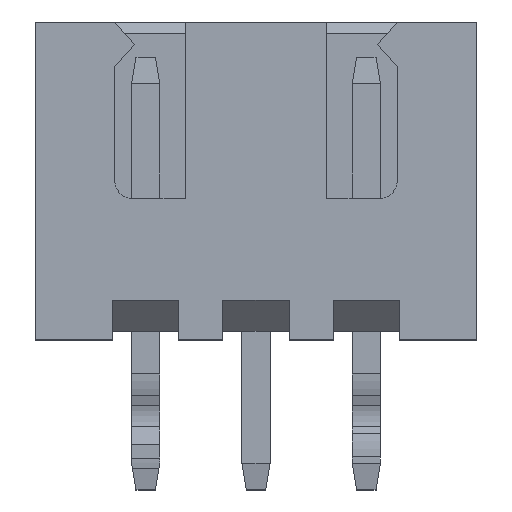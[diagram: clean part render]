
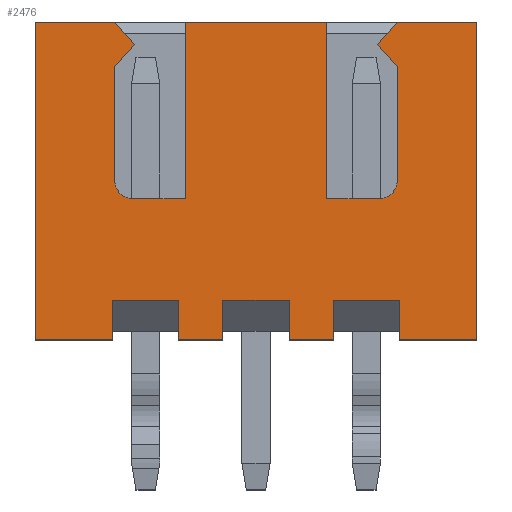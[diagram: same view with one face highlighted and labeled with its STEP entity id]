
A CAD part, top view. The second image highlights one B-rep face of the part: STEP entity #2476.
In plain terms, the highlighted planar face has unit normal (0, 0, 1).
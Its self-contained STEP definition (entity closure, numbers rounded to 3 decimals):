
#5=DIRECTION('',(1.,0.,0.));
#6=VECTOR('',#5,1.75);
#7=CARTESIAN_POINT('',(3.25,0.,2.85));
#8=LINE('',#7,#6);
#21=DIRECTION('',(1.,0.,0.));
#22=VECTOR('',#21,1.);
#23=CARTESIAN_POINT('',(0.75,0.,2.85));
#24=LINE('',#23,#22);
#45=DIRECTION('',(1.,0.,0.));
#46=VECTOR('',#45,1.75);
#47=CARTESIAN_POINT('',(-5.,0.,2.85));
#48=LINE('',#47,#46);
#53=DIRECTION('',(1.,0.,0.));
#54=VECTOR('',#53,1.);
#55=CARTESIAN_POINT('',(-1.75,0.,2.85));
#56=LINE('',#55,#54);
#69=DIRECTION('',(0.,-1.,0.));
#70=VECTOR('',#69,0.9);
#71=CARTESIAN_POINT('',(3.25,0.9,2.85));
#72=LINE('',#71,#70);
#377=CARTESIAN_POINT('',(-2.8,3.6,2.85));
#378=DIRECTION('',(0.,0.,-1.));
#379=DIRECTION('',(0.,-1.,0.));
#380=AXIS2_PLACEMENT_3D('',#377,#378,#379);
#387=DIRECTION('',(0.,-1.,0.));
#388=VECTOR('',#387,2.6);
#389=CARTESIAN_POINT('',(-3.2,6.2,2.85));
#390=LINE('',#389,#388);
#391=DIRECTION('',(1.,0.,0.));
#392=VECTOR('',#391,1.2);
#393=CARTESIAN_POINT('',(-2.8,3.2,2.85));
#394=LINE('',#393,#392);
#395=DIRECTION('',(0.,-1.,0.));
#396=VECTOR('',#395,4.);
#397=CARTESIAN_POINT('',(-1.6,7.2,2.85));
#398=LINE('',#397,#396);
#399=DIRECTION('',(0.,-1.,0.));
#400=VECTOR('',#399,4.);
#401=CARTESIAN_POINT('',(1.6,7.2,2.85));
#402=LINE('',#401,#400);
#403=DIRECTION('',(1.,0.,0.));
#404=VECTOR('',#403,1.2);
#405=CARTESIAN_POINT('',(1.6,3.2,2.85));
#406=LINE('',#405,#404);
#407=DIRECTION('',(0.,-1.,0.));
#408=VECTOR('',#407,2.6);
#409=CARTESIAN_POINT('',(3.2,6.2,2.85));
#410=LINE('',#409,#408);
#411=DIRECTION('',(-0.669,0.743,0.));
#412=VECTOR('',#411,0.673);
#413=CARTESIAN_POINT('',(3.2,6.2,2.85));
#414=LINE('',#413,#412);
#415=DIRECTION('',(0.669,0.743,0.));
#416=VECTOR('',#415,0.673);
#417=CARTESIAN_POINT('',(2.75,6.7,2.85));
#418=LINE('',#417,#416);
#419=DIRECTION('',(1.,0.,0.));
#420=VECTOR('',#419,1.5);
#421=CARTESIAN_POINT('',(1.75,0.9,2.85));
#422=LINE('',#421,#420);
#423=DIRECTION('',(1.,0.,0.));
#424=VECTOR('',#423,1.5);
#425=CARTESIAN_POINT('',(-0.75,0.9,2.85));
#426=LINE('',#425,#424);
#427=DIRECTION('',(1.,0.,0.));
#428=VECTOR('',#427,1.5);
#429=CARTESIAN_POINT('',(-3.25,0.9,2.85));
#430=LINE('',#429,#428);
#431=DIRECTION('',(0.,1.,0.));
#432=VECTOR('',#431,7.2);
#433=CARTESIAN_POINT('',(-5.,0.,2.85));
#434=LINE('',#433,#432);
#435=DIRECTION('',(0.669,-0.743,0.));
#436=VECTOR('',#435,0.673);
#437=CARTESIAN_POINT('',(-3.2,7.2,2.85));
#438=LINE('',#437,#436);
#439=DIRECTION('',(-0.669,-0.743,0.));
#440=VECTOR('',#439,0.673);
#441=CARTESIAN_POINT('',(-2.75,6.7,2.85));
#442=LINE('',#441,#440);
#459=DIRECTION('',(1.,0.,0.));
#460=VECTOR('',#459,3.2);
#461=CARTESIAN_POINT('',(-1.6,7.2,2.85));
#462=LINE('',#461,#460);
#487=DIRECTION('',(1.,0.,0.));
#488=VECTOR('',#487,1.8);
#489=CARTESIAN_POINT('',(-5.,7.2,2.85));
#490=LINE('',#489,#488);
#503=DIRECTION('',(1.,0.,0.));
#504=VECTOR('',#503,1.8);
#505=CARTESIAN_POINT('',(3.2,7.2,2.85));
#506=LINE('',#505,#504);
#633=DIRECTION('',(0.,1.,0.));
#634=VECTOR('',#633,7.2);
#635=CARTESIAN_POINT('',(5.,0.,2.85));
#636=LINE('',#635,#634);
#665=DIRECTION('',(0.,-1.,0.));
#666=VECTOR('',#665,0.9);
#667=CARTESIAN_POINT('',(-1.75,0.9,2.85));
#668=LINE('',#667,#666);
#999=DIRECTION('',(0.,1.,0.));
#1000=VECTOR('',#999,0.9);
#1001=CARTESIAN_POINT('',(-3.25,0.,2.85));
#1002=LINE('',#1001,#1000);
#1011=DIRECTION('',(0.,1.,0.));
#1012=VECTOR('',#1011,0.9);
#1013=CARTESIAN_POINT('',(-0.75,0.,2.85));
#1014=LINE('',#1013,#1012);
#1035=DIRECTION('',(0.,-1.,0.));
#1036=VECTOR('',#1035,0.9);
#1037=CARTESIAN_POINT('',(0.75,0.9,2.85));
#1038=LINE('',#1037,#1036);
#1203=DIRECTION('',(0.,1.,0.));
#1204=VECTOR('',#1203,0.9);
#1205=CARTESIAN_POINT('',(1.75,0.,2.85));
#1206=LINE('',#1205,#1204);
#1293=CARTESIAN_POINT('',(2.8,3.6,2.85));
#1294=DIRECTION('',(0.,0.,-1.));
#1295=DIRECTION('',(1.,0.,0.));
#1296=AXIS2_PLACEMENT_3D('',#1293,#1294,#1295);
#1504=CARTESIAN_POINT('',(-5.,0.,2.85));
#1506=VERTEX_POINT('',#1504);
#1507=CARTESIAN_POINT('',(5.,0.,2.85));
#1509=VERTEX_POINT('',#1507);
#1515=CARTESIAN_POINT('',(-5.,7.2,2.85));
#1516=VERTEX_POINT('',#1515);
#1517=CARTESIAN_POINT('',(5.,7.2,2.85));
#1518=VERTEX_POINT('',#1517);
#1527=CARTESIAN_POINT('',(1.6,7.2,2.85));
#1529=VERTEX_POINT('',#1527);
#1531=CARTESIAN_POINT('',(-1.6,7.2,2.85));
#1533=VERTEX_POINT('',#1531);
#1535=CARTESIAN_POINT('',(1.6,3.2,2.85));
#1536=VERTEX_POINT('',#1535);
#1537=CARTESIAN_POINT('',(-1.6,3.2,2.85));
#1538=VERTEX_POINT('',#1537);
#1547=CARTESIAN_POINT('',(-3.2,7.2,2.85));
#1548=VERTEX_POINT('',#1547);
#1549=CARTESIAN_POINT('',(3.2,7.2,2.85));
#1550=VERTEX_POINT('',#1549);
#1567=CARTESIAN_POINT('',(1.75,0.,2.85));
#1569=VERTEX_POINT('',#1567);
#1571=CARTESIAN_POINT('',(3.25,0.,2.85));
#1573=VERTEX_POINT('',#1571);
#1623=CARTESIAN_POINT('',(3.2,6.2,2.85));
#1624=CARTESIAN_POINT('',(2.75,6.7,2.85));
#1625=VERTEX_POINT('',#1623);
#1626=VERTEX_POINT('',#1624);
#1627=CARTESIAN_POINT('',(-2.75,6.7,2.85));
#1628=VERTEX_POINT('',#1627);
#1629=CARTESIAN_POINT('',(-3.2,6.2,2.85));
#1630=VERTEX_POINT('',#1629);
#1655=CARTESIAN_POINT('',(1.75,0.9,2.85));
#1656=CARTESIAN_POINT('',(3.25,0.9,2.85));
#1657=VERTEX_POINT('',#1655);
#1658=VERTEX_POINT('',#1656);
#1700=CARTESIAN_POINT('',(-0.75,0.9,2.85));
#1702=VERTEX_POINT('',#1700);
#1703=CARTESIAN_POINT('',(0.75,0.9,2.85));
#1705=VERTEX_POINT('',#1703);
#1740=CARTESIAN_POINT('',(-3.25,0.9,2.85));
#1742=VERTEX_POINT('',#1740);
#1743=CARTESIAN_POINT('',(-1.75,0.9,2.85));
#1745=VERTEX_POINT('',#1743);
#1747=CARTESIAN_POINT('',(-0.75,0.,2.85));
#1749=VERTEX_POINT('',#1747);
#1751=CARTESIAN_POINT('',(0.75,0.,2.85));
#1753=VERTEX_POINT('',#1751);
#1771=CARTESIAN_POINT('',(-3.25,0.,2.85));
#1773=VERTEX_POINT('',#1771);
#1775=CARTESIAN_POINT('',(-1.75,0.,2.85));
#1777=VERTEX_POINT('',#1775);
#1957=CARTESIAN_POINT('',(3.2,3.6,2.85));
#1959=VERTEX_POINT('',#1957);
#1961=CARTESIAN_POINT('',(2.8,3.2,2.85));
#1963=VERTEX_POINT('',#1961);
#1965=CARTESIAN_POINT('',(-2.8,3.2,2.85));
#1967=VERTEX_POINT('',#1965);
#1969=CARTESIAN_POINT('',(-3.2,3.6,2.85));
#1971=VERTEX_POINT('',#1969);
#2417=CARTESIAN_POINT('',(-5.,0.,2.85));
#2418=DIRECTION('',(0.,0.,1.));
#2419=DIRECTION('',(1.,0.,0.));
#2420=AXIS2_PLACEMENT_3D('',#2417,#2418,#2419);
#2421=PLANE('',#2420);
#2423=ORIENTED_EDGE('',*,*,#2422,.T.);
#2424=ORIENTED_EDGE('',*,*,#2409,.F.);
#2425=ORIENTED_EDGE('',*,*,#2398,.T.);
#2427=ORIENTED_EDGE('',*,*,#2426,.F.);
#2429=ORIENTED_EDGE('',*,*,#2428,.T.);
#2431=ORIENTED_EDGE('',*,*,#2430,.T.);
#2433=ORIENTED_EDGE('',*,*,#2432,.T.);
#2435=ORIENTED_EDGE('',*,*,#2434,.F.);
#2437=ORIENTED_EDGE('',*,*,#2436,.F.);
#2439=ORIENTED_EDGE('',*,*,#2438,.T.);
#2441=ORIENTED_EDGE('',*,*,#2440,.T.);
#2443=ORIENTED_EDGE('',*,*,#2442,.T.);
#2445=ORIENTED_EDGE('',*,*,#2444,.F.);
#2446=ORIENTED_EDGE('',*,*,#1980,.F.);
#2447=ORIENTED_EDGE('',*,*,#2046,.F.);
#2449=ORIENTED_EDGE('',*,*,#2448,.F.);
#2451=ORIENTED_EDGE('',*,*,#2450,.F.);
#2452=ORIENTED_EDGE('',*,*,#1996,.F.);
#2454=ORIENTED_EDGE('',*,*,#2453,.F.);
#2456=ORIENTED_EDGE('',*,*,#2455,.F.);
#2458=ORIENTED_EDGE('',*,*,#2457,.F.);
#2459=ORIENTED_EDGE('',*,*,#2028,.F.);
#2461=ORIENTED_EDGE('',*,*,#2460,.F.);
#2463=ORIENTED_EDGE('',*,*,#2462,.F.);
#2465=ORIENTED_EDGE('',*,*,#2464,.F.);
#2466=ORIENTED_EDGE('',*,*,#2016,.F.);
#2467=ORIENTED_EDGE('',*,*,#2316,.T.);
#2469=ORIENTED_EDGE('',*,*,#2468,.T.);
#2471=ORIENTED_EDGE('',*,*,#2470,.T.);
#2473=ORIENTED_EDGE('',*,*,#2472,.T.);
#2474=EDGE_LOOP('',(#2423,#2424,#2425,#2427,#2429,#2431,#2433,#2435,#2437,#2439,
#2441,#2443,#2445,#2446,#2447,#2449,#2451,#2452,#2454,#2456,#2458,#2459,#2461,
#2463,#2465,#2466,#2467,#2469,#2471,#2473));
#2475=FACE_OUTER_BOUND('',#2474,.F.);
#381=CIRCLE('',#380,0.4);
#1297=CIRCLE('',#1296,0.4);
#1980=EDGE_CURVE('',#1573,#1509,#8,.T.);
#1996=EDGE_CURVE('',#1753,#1569,#24,.T.);
#2016=EDGE_CURVE('',#1506,#1773,#48,.T.);
#2028=EDGE_CURVE('',#1777,#1749,#56,.T.);
#2046=EDGE_CURVE('',#1658,#1573,#72,.T.);
#2316=EDGE_CURVE('',#1506,#1516,#434,.T.);
#2398=EDGE_CURVE('',#1967,#1538,#394,.T.);
#2409=EDGE_CURVE('',#1967,#1971,#381,.T.);
#2422=EDGE_CURVE('',#1630,#1971,#390,.T.);
#2426=EDGE_CURVE('',#1533,#1538,#398,.T.);
#2428=EDGE_CURVE('',#1533,#1529,#462,.T.);
#2430=EDGE_CURVE('',#1529,#1536,#402,.T.);
#2432=EDGE_CURVE('',#1536,#1963,#406,.T.);
#2434=EDGE_CURVE('',#1959,#1963,#1297,.T.);
#2436=EDGE_CURVE('',#1625,#1959,#410,.T.);
#2438=EDGE_CURVE('',#1625,#1626,#414,.T.);
#2440=EDGE_CURVE('',#1626,#1550,#418,.T.);
#2442=EDGE_CURVE('',#1550,#1518,#506,.T.);
#2444=EDGE_CURVE('',#1509,#1518,#636,.T.);
#2448=EDGE_CURVE('',#1657,#1658,#422,.T.);
#2450=EDGE_CURVE('',#1569,#1657,#1206,.T.);
#2453=EDGE_CURVE('',#1705,#1753,#1038,.T.);
#2455=EDGE_CURVE('',#1702,#1705,#426,.T.);
#2457=EDGE_CURVE('',#1749,#1702,#1014,.T.);
#2460=EDGE_CURVE('',#1745,#1777,#668,.T.);
#2462=EDGE_CURVE('',#1742,#1745,#430,.T.);
#2464=EDGE_CURVE('',#1773,#1742,#1002,.T.);
#2468=EDGE_CURVE('',#1516,#1548,#490,.T.);
#2470=EDGE_CURVE('',#1548,#1628,#438,.T.);
#2472=EDGE_CURVE('',#1628,#1630,#442,.T.);
#2476=ADVANCED_FACE('',(#2475),#2421,.T.);
